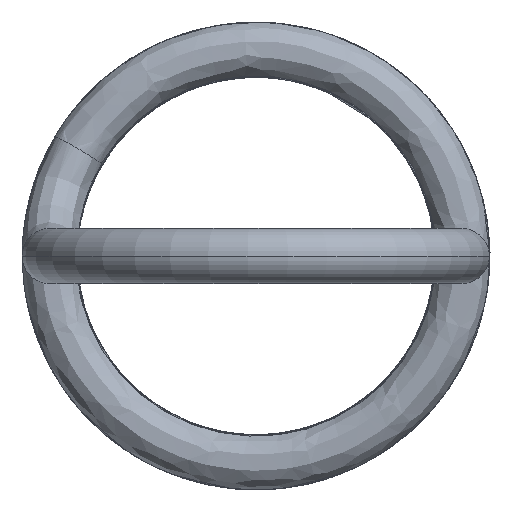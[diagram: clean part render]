
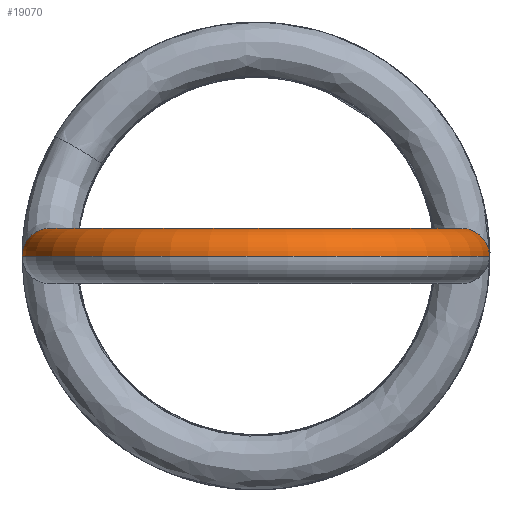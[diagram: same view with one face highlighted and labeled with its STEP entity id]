
A CAD part, left-side view. The second image highlights one B-rep face of the part: STEP entity #19070.
In plain terms, the highlighted toroidal (fillet/blend) face has major radius 7.5 mm and minor radius 1 mm.
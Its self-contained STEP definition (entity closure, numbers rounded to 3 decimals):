
#343 = DIRECTION ( 'NONE',  ( -0.707, -0.707, 0. ) ) ;
#1367 = DIRECTION ( 'NONE',  ( 1., 0., 0. ) ) ;
#1412 = DIRECTION ( 'NONE',  ( 1., 0., 0. ) ) ;
#2361 = CIRCLE ( 'NONE', #21088, 8.5 ) ;
#2386 = ORIENTED_EDGE ( 'NONE', *, *, #4374, .F. ) ;
#2411 = CIRCLE ( 'NONE', #14858, 1. ) ;
#2827 = CARTESIAN_POINT ( 'NONE',  ( -28.5, 6.5, 0. ) ) ;
#3148 = CARTESIAN_POINT ( 'NONE',  ( -28.5, 7.5, 0. ) ) ;
#3177 = DIRECTION ( 'NONE',  ( 0., 0., 1. ) ) ;
#3253 = DIRECTION ( 'NONE',  ( 0., 1., 0. ) ) ;
#3420 = AXIS2_PLACEMENT_3D ( 'NONE', #3148, #1412, #3253 ) ;
#4374 = EDGE_CURVE ( 'NONE', #9553, #6409, #5847, .T. ) ;
#4641 = DIRECTION ( 'NONE',  ( 1., 0., 0. ) ) ;
#5004 = DIRECTION ( 'NONE',  ( 0.707, -0.707, 0. ) ) ;
#5847 = CIRCLE ( 'NONE', #18626, 1. ) ;
#6264 = CARTESIAN_POINT ( 'NONE',  ( -28.5, 0., 0. ) ) ;
#6409 = VERTEX_POINT ( 'NONE', #9944 ) ;
#6538 = TOROIDAL_SURFACE ( 'NONE', #9313, 7.5, 1. ) ;
#7280 = EDGE_CURVE ( 'NONE', #6409, #7984, #12759, .T. ) ;
#7984 = VERTEX_POINT ( 'NONE', #2827 ) ;
#8578 = FACE_OUTER_BOUND ( 'NONE', #16164, .T. ) ;
#8762 = CARTESIAN_POINT ( 'NONE',  ( -23.904, -4.596, 0. ) ) ;
#9313 = AXIS2_PLACEMENT_3D ( 'NONE', #14760, #3177, #15186 ) ;
#9492 = DIRECTION ( 'NONE',  ( 0., 1., 0. ) ) ;
#9514 = DIRECTION ( 'NONE',  ( 0., 0., 1. ) ) ;
#9553 = VERTEX_POINT ( 'NONE', #19158 ) ;
#9704 = DIRECTION ( 'NONE',  ( 1., 0., 0. ) ) ;
#9944 = CARTESIAN_POINT ( 'NONE',  ( -28.5, 7.5, 1. ) ) ;
#10298 = VERTEX_POINT ( 'NONE', #8762 ) ;
#12718 = EDGE_CURVE ( 'NONE', #7984, #10298, #15535, .T. ) ;
#12759 = CIRCLE ( 'NONE', #3420, 1. ) ;
#13173 = CARTESIAN_POINT ( 'NONE',  ( -28.5, 0., 0. ) ) ;
#13246 = CARTESIAN_POINT ( 'NONE',  ( -23.197, -5.303, 0. ) ) ;
#14760 = CARTESIAN_POINT ( 'NONE',  ( -28.5, 0., 0. ) ) ;
#14858 = AXIS2_PLACEMENT_3D ( 'NONE', #13246, #343, #5004 ) ;
#15186 = DIRECTION ( 'NONE',  ( 1., 0., 0. ) ) ;
#15276 = ORIENTED_EDGE ( 'NONE', *, *, #21322, .T. ) ;
#15535 = CIRCLE ( 'NONE', #21074, 6.5 ) ;
#16164 = EDGE_LOOP ( 'NONE', ( #2386, #15276, #17678, #16376, #17569 ) ) ;
#16376 = ORIENTED_EDGE ( 'NONE', *, *, #12718, .F. ) ;
#17569 = ORIENTED_EDGE ( 'NONE', *, *, #7280, .F. ) ;
#17678 = ORIENTED_EDGE ( 'NONE', *, *, #19727, .T. ) ;
#18223 = CARTESIAN_POINT ( 'NONE',  ( -22.49, -6.01, 0. ) ) ;
#18626 = AXIS2_PLACEMENT_3D ( 'NONE', #19242, #1367, #9492 ) ;
#19070 = ADVANCED_FACE ( 'NONE', ( #8578 ), #6538, .T. ) ;
#19089 = VERTEX_POINT ( 'NONE', #18223 ) ;
#19158 = CARTESIAN_POINT ( 'NONE',  ( -28.5, 8.5, 0. ) ) ;
#19242 = CARTESIAN_POINT ( 'NONE',  ( -28.5, 7.5, 0. ) ) ;
#19727 = EDGE_CURVE ( 'NONE', #19089, #10298, #2411, .T. ) ;
#21074 = AXIS2_PLACEMENT_3D ( 'NONE', #6264, #9514, #4641 ) ;
#21076 = DIRECTION ( 'NONE',  ( 0., 0., 1. ) ) ;
#21088 = AXIS2_PLACEMENT_3D ( 'NONE', #13173, #21076, #9704 ) ;
#21322 = EDGE_CURVE ( 'NONE', #9553, #19089, #2361, .T. ) ;
